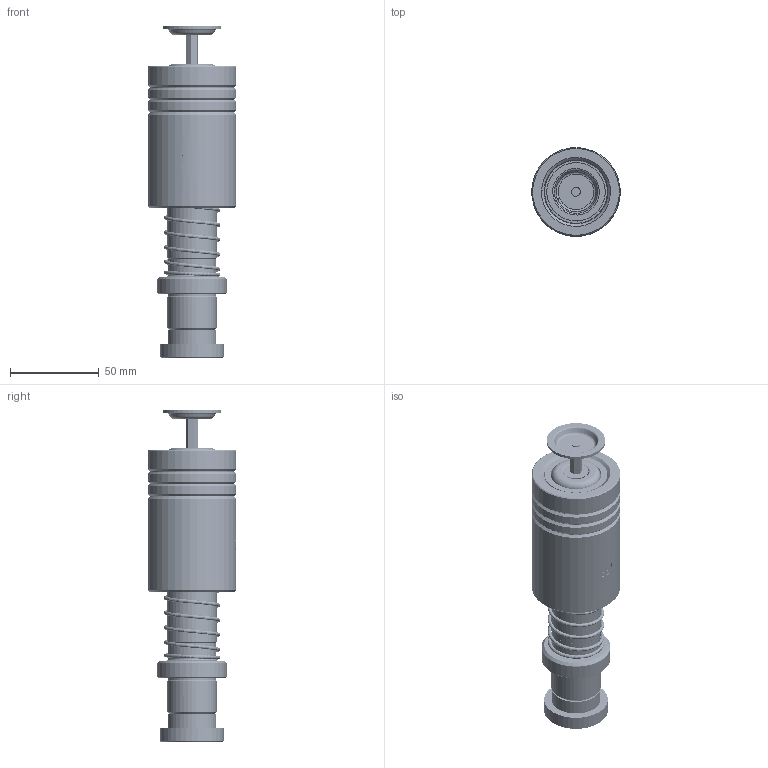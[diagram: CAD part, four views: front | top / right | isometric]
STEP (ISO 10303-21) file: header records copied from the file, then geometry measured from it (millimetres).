
FILE_DESCRIPTION (( 'STEP AP214' ), '1' );
FILE_NAME ('HMSH(HMJH)-D28-L130(BL-80).STEP', '2021-08-17T02:59:53', ( '' ), ( '' ), 'SwSTEP 2.0', 'SolidWorks 2016', '' );
FILE_SCHEMA (( 'AUTOMOTIVE_DESIGN' ));
Length unit declared in the file: millimetre
Products named in the file (309): BALL-D4; BSH-D35.5-28.5-L75郪蚾; TBB-D50-d36-L80; HWP-D31.3-d28.5-L50; BSH-35.5-28.5-L75; DRPM-D28-L130; HMSH(HMJH)-D28-L130(BL-80); GTM-3-縐种; GTM-33郪蚾; GTM-33; GTM-M12蹟簽; DRPM蹟簽D28
Assembly tree (301 placements, depth 3):
  BALL-D4
  BALL-D4
  BALL-D4
  BALL-D4
  BALL-D4
Bounding box: 49.94 x 49.97 x 187.47 mm (x, y, z)
Volume: 202933.7 mm3; surface area: 95721.3 mm2
Topology: 294 solids, 294 shells, 1366 faces, 5734 edges, 3804 vertices
Faces by surface type: sphere 1144, cylinder 68, plane 50, cone 46, torus 36, bspline 22
Entity records: 63217 total; most frequent: CARTESIAN_POINT 37151, ORIENTED_EDGE 4578, DIRECTION 3984, EDGE_CURVE 2289, AXIS2_PLACEMENT_3D 1890, VERTEX_POINT 1496, EDGE_LOOP 1363, B_SPLINE_CURVE_WITH_KNOTS 1260
